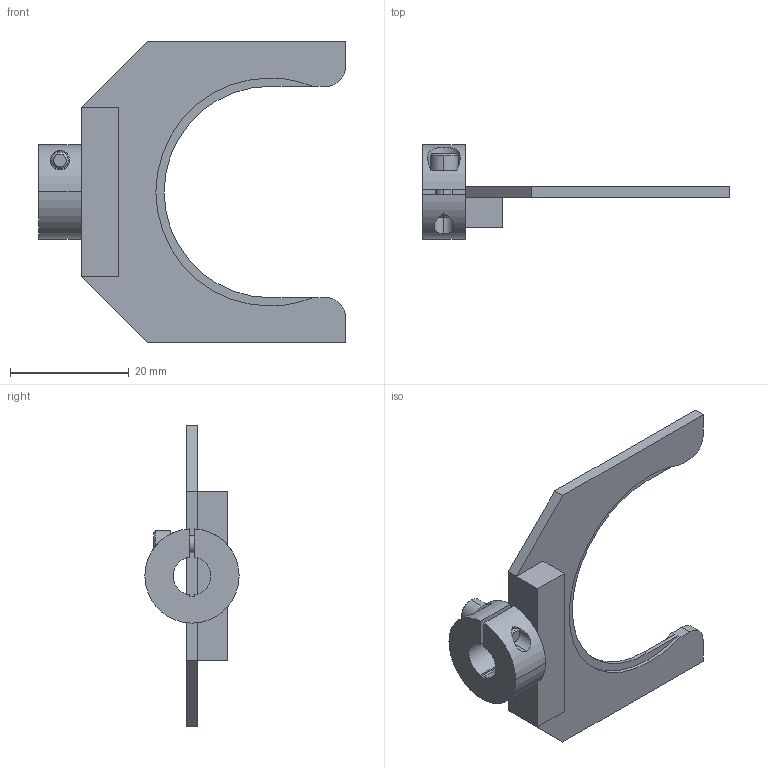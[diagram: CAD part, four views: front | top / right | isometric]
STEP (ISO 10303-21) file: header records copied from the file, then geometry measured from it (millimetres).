
FILE_DESCRIPTION (( 'STEP AP214' ), '1' );
FILE_NAME ('A70767NW-05, FORK ASSY, SPFF-1-1.5 OD.STEP', '2020-05-07T20:05:50', ( '' ), ( '' ), 'SwSTEP 2.0', 'SolidWorks 2010', '' );
FILE_SCHEMA (( 'AUTOMOTIVE_DESIGN' ));
Length unit declared in the file: inch
Products named in the file (1): A70767NW-05, FORK ASSY, SPFF-1-1.5 OD
Bounding box: 51.59 x 15.88 x 50.8 mm (x, y, z)
Surface area: 4402 mm2 (no closed solid volume)
Topology: 0 solids, 5 shells, 69 faces, 174 edges, 113 vertices
Faces by surface type: plane 41, cylinder 22, cone 6
Entity records: 3070 total; most frequent: CARTESIAN_POINT 454, DIRECTION 366, ORIENTED_EDGE 332, EDGE_CURVE 172, AXIS2_PLACEMENT_3D 127, VERTEX_POINT 113, LINE 112, VECTOR 112
